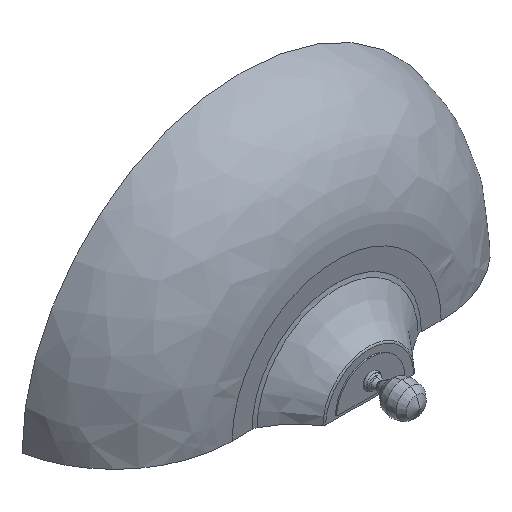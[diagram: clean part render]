
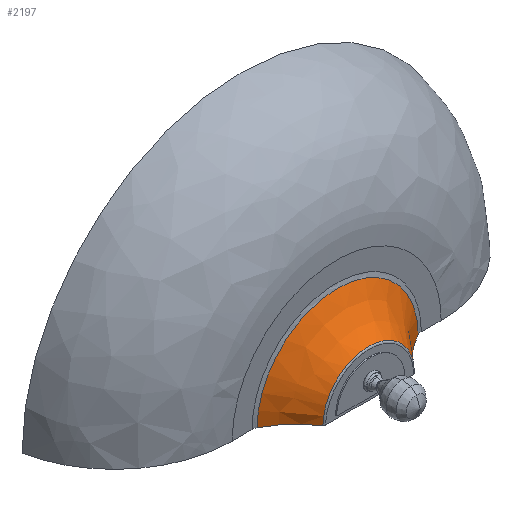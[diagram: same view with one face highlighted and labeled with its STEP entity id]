
A CAD part, isometric view. The second image highlights one B-rep face of the part: STEP entity #2197.
In plain terms, the highlighted free-form (B-spline) face has degree [3, 3] with [4, 4] control points.
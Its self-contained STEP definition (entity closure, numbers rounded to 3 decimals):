
#32 = CARTESIAN_POINT ( 'NONE',  ( -66.989, -34.391, 0. ) ) ;
#93 = DIRECTION ( 'NONE',  ( -1., 0., 0. ) ) ;
#110 = DIRECTION ( 'NONE',  ( -1., 0., 0. ) ) ;
#208 = ORIENTED_EDGE ( 'NONE', *, *, #621, .T. ) ;
#214 = CARTESIAN_POINT ( 'NONE',  ( -41.587, -59.118, 0. ) ) ;
#332 = VERTEX_POINT ( 'NONE', #2709 ) ;
#545 = VERTEX_POINT ( 'NONE', #214 ) ;
#621 = EDGE_CURVE ( 'NONE', #545, #2683, #4669, .T. ) ;
#807 = CARTESIAN_POINT ( 'NONE',  ( -70.038, -32.554, 0. ) ) ;
#903 = CARTESIAN_POINT ( 'NONE',  ( 41.587, -59.118, 0. ) ) ;
#952 = CARTESIAN_POINT ( 'NONE',  ( 50.433, -47.976, 0. ) ) ;
#975 = CARTESIAN_POINT ( 'NONE',  ( 58.276, -40.674, 0. ) ) ;
#1019 = DIRECTION ( 'NONE',  ( 0., 1., 0. ) ) ;
#1061 = EDGE_CURVE ( 'NONE', #545, #2911, #2808, .T. ) ;
#1098 = ORIENTED_EDGE ( 'NONE', *, *, #1061, .F. ) ;
#1344 = CARTESIAN_POINT ( 'NONE',  ( 41.587, -59.118, 0. ) ) ;
#1345 = CARTESIAN_POINT ( 'NONE',  ( 73.214, -30.902, 0. ) ) ;
#1354 = DIRECTION ( 'NONE',  ( 0., 1., 0. ) ) ;
#1379 = CARTESIAN_POINT ( 'NONE',  ( 66.977, -34.397, 0. ) ) ;
#1690 = CARTESIAN_POINT ( 'NONE',  ( -43.589, -56.15, 0. ) ) ;
#1790 = EDGE_LOOP ( 'NONE', ( #1098, #208, #4285, #1864 ) ) ;
#1864 = ORIENTED_EDGE ( 'NONE', *, *, #4189, .F. ) ;
#1878 = AXIS2_PLACEMENT_3D ( 'NONE', #1898, #1019, #93 ) ;
#1898 = CARTESIAN_POINT ( 'NONE',  ( 0., -30.902, 0. ) ) ;
#2124 = CARTESIAN_POINT ( 'NONE',  ( -41.587, -59.118, 0. ) ) ;
#2130 = CARTESIAN_POINT ( 'NONE',  ( -58.337, -40.624, 0. ) ) ;
#2197 = ADVANCED_FACE ( 'NONE', ( #4465 ), #2711, .T. ) ;
#2232 = CARTESIAN_POINT ( 'NONE',  ( -61.139, -38.425, 0. ) ) ;
#2482 = AXIS2_PLACEMENT_3D ( 'NONE', #4644, #1354, #110 ) ;
#2513 = B_SPLINE_CURVE_WITH_KNOTS ( 'NONE', 3,
 ( #1345, #3179, #1379, #3739, #975, #3961, #952, #2703, #3194, #903 ),
 .UNSPECIFIED., .F., .F.,
 ( 4, 2, 2, 2, 4 ),
 ( 0., 0.011, 0.021, 0.032, 0.043 ),
 .UNSPECIFIED. ) ;
#2640 = CARTESIAN_POINT ( 'NONE',  ( 41.587, -59.118, 0. ) ) ;
#2683 = VERTEX_POINT ( 'NONE', #2640 ) ;
#2703 = CARTESIAN_POINT ( 'NONE',  ( 45.76, -53.33, 0. ) ) ;
#2709 = CARTESIAN_POINT ( 'NONE',  ( 73.214, -30.902, 0. ) ) ;
#2711 =( BOUNDED_SURFACE ( )  B_SPLINE_SURFACE ( 3, 3, ( 
 ( #1344, #4186, #4224, #4195 ),
 ( #4564, #3451, #3466, #3335 ),
 ( #3520, #3326, #3298, #3347 ),
 ( #3303, #3284, #3292, #3539 ) ),
 .UNSPECIFIED., .F., .F., .F. ) 
 B_SPLINE_SURFACE_WITH_KNOTS ( ( 4, 4 ),
 ( 4, 4 ),
 ( 0., 1. ),
 ( 0., 1. ),
 .UNSPECIFIED. ) 
 GEOMETRIC_REPRESENTATION_ITEM ( )  RATIONAL_B_SPLINE_SURFACE ( (
 ( 1., 0.333, 0.333, 1.),
 ( 0.979, 0.326, 0.326, 0.979),
 ( 0.979, 0.326, 0.326, 0.979),
 ( 1., 0.333, 0.333, 1.) ) ) 
 REPRESENTATION_ITEM ( '' )  SURFACE ( )  );
#2808 = B_SPLINE_CURVE_WITH_KNOTS ( 'NONE', 3,
 ( #2124, #1690, #4417, #4727, #3547, #2130, #2232, #32, #807, #3295 ),
 .UNSPECIFIED., .F., .F.,
 ( 4, 2, 2, 2, 4 ),
 ( 0., 0.011, 0.021, 0.032, 0.043 ),
 .UNSPECIFIED. ) ;
#2836 = CARTESIAN_POINT ( 'NONE',  ( -73.214, -30.902, 0. ) ) ;
#2911 = VERTEX_POINT ( 'NONE', #2836 ) ;
#3179 = CARTESIAN_POINT ( 'NONE',  ( 70.038, -32.554, 0. ) ) ;
#3194 = CARTESIAN_POINT ( 'NONE',  ( 43.589, -56.15, 0. ) ) ;
#3284 = CARTESIAN_POINT ( 'NONE',  ( 73.214, -30.902, 146.429 ) ) ;
#3292 = CARTESIAN_POINT ( 'NONE',  ( -73.214, -30.902, 146.429 ) ) ;
#3295 = CARTESIAN_POINT ( 'NONE',  ( -73.214, -30.902, 0. ) ) ;
#3298 = CARTESIAN_POINT ( 'NONE',  ( -60.417, -37.557, 120.833 ) ) ;
#3303 = CARTESIAN_POINT ( 'NONE',  ( 73.214, -30.902, 0. ) ) ;
#3326 = CARTESIAN_POINT ( 'NONE',  ( 60.417, -37.557, 120.833 ) ) ;
#3335 = CARTESIAN_POINT ( 'NONE',  ( -49.653, -47.16, 0. ) ) ;
#3347 = CARTESIAN_POINT ( 'NONE',  ( -60.417, -37.557, 0. ) ) ;
#3451 = CARTESIAN_POINT ( 'NONE',  ( 49.653, -47.16, 99.306 ) ) ;
#3466 = CARTESIAN_POINT ( 'NONE',  ( -49.653, -47.16, 99.306 ) ) ;
#3520 = CARTESIAN_POINT ( 'NONE',  ( 60.417, -37.557, 0. ) ) ;
#3539 = CARTESIAN_POINT ( 'NONE',  ( -73.214, -30.902, 0. ) ) ;
#3547 = CARTESIAN_POINT ( 'NONE',  ( -52.993, -45.388, 0. ) ) ;
#3739 = CARTESIAN_POINT ( 'NONE',  ( 61.085, -38.464, 0. ) ) ;
#3843 = EDGE_CURVE ( 'NONE', #332, #2683, #2513, .T. ) ;
#3961 = CARTESIAN_POINT ( 'NONE',  ( 52.936, -45.442, 0. ) ) ;
#4107 = CIRCLE ( 'NONE', #1878, 73.214 ) ;
#4186 = CARTESIAN_POINT ( 'NONE',  ( 41.587, -59.118, 83.174 ) ) ;
#4189 = EDGE_CURVE ( 'NONE', #2911, #332, #4107, .T. ) ;
#4195 = CARTESIAN_POINT ( 'NONE',  ( -41.587, -59.118, 0. ) ) ;
#4224 = CARTESIAN_POINT ( 'NONE',  ( -41.587, -59.118, 83.174 ) ) ;
#4285 = ORIENTED_EDGE ( 'NONE', *, *, #3843, .F. ) ;
#4417 = CARTESIAN_POINT ( 'NONE',  ( -45.767, -53.318, 0. ) ) ;
#4465 = FACE_OUTER_BOUND ( 'NONE', #1790, .T. ) ;
#4564 = CARTESIAN_POINT ( 'NONE',  ( 49.653, -47.16, 0. ) ) ;
#4644 = CARTESIAN_POINT ( 'NONE',  ( 0., -59.118, 0. ) ) ;
#4669 = CIRCLE ( 'NONE', #2482, 41.587 ) ;
#4727 = CARTESIAN_POINT ( 'NONE',  ( -50.478, -47.927, 0. ) ) ;
